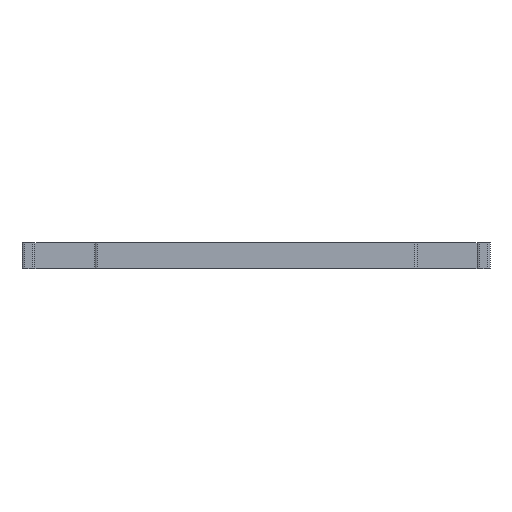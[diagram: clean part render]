
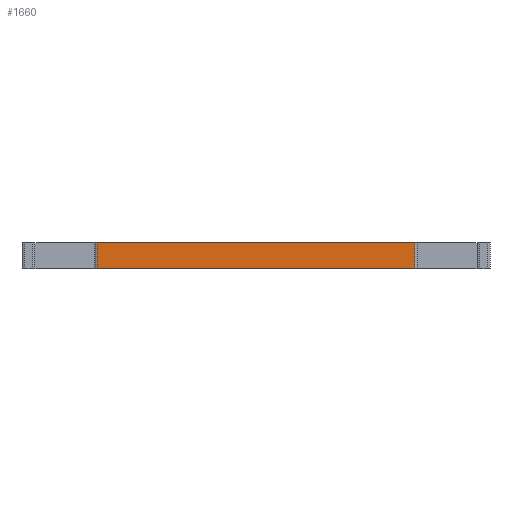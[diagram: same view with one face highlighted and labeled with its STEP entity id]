
A CAD part, left-side view. The second image highlights one B-rep face of the part: STEP entity #1660.
In plain terms, the highlighted planar face has unit normal (-1, 0, 0).
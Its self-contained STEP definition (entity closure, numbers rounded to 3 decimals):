
#102 = PLANE ( 'NONE',  #444 ) ;
#112 = EDGE_CURVE ( 'NONE', #151, #2268, #2344, .T. ) ;
#151 = VERTEX_POINT ( 'NONE', #1056 ) ;
#166 = VERTEX_POINT ( 'NONE', #847 ) ;
#215 = ORIENTED_EDGE ( 'NONE', *, *, #112, .T. ) ;
#294 = DIRECTION ( 'NONE',  ( 1., 0., 0. ) ) ;
#444 = AXIS2_PLACEMENT_3D ( 'NONE', #1064, #294, #2017 ) ;
#456 = DIRECTION ( 'NONE',  ( 0., -1., 0. ) ) ;
#469 = LINE ( 'NONE', #1227, #600 ) ;
#600 = VECTOR ( 'NONE', #1868, 1000. ) ;
#613 = ORIENTED_EDGE ( 'NONE', *, *, #2028, .F. ) ;
#645 = DIRECTION ( 'NONE',  ( 0., -1., 0. ) ) ;
#678 = CARTESIAN_POINT ( 'NONE',  ( -49.043, -129.543, 0. ) ) ;
#768 = CARTESIAN_POINT ( 'NONE',  ( -49.043, -7.543, 10. ) ) ;
#818 = CARTESIAN_POINT ( 'NONE',  ( -49.043, 21.457, 10. ) ) ;
#826 = CARTESIAN_POINT ( 'NONE',  ( -49.043, 21.457, 0. ) ) ;
#847 = CARTESIAN_POINT ( 'NONE',  ( -49.043, -129.543, 10. ) ) ;
#1001 = VECTOR ( 'NONE', #456, 1000. ) ;
#1056 = CARTESIAN_POINT ( 'NONE',  ( -49.043, -7.543, 0. ) ) ;
#1064 = CARTESIAN_POINT ( 'NONE',  ( -49.043, 21.457, 10. ) ) ;
#1092 = VECTOR ( 'NONE', #645, 1000. ) ;
#1227 = CARTESIAN_POINT ( 'NONE',  ( -49.043, -7.543, 0. ) ) ;
#1312 = EDGE_LOOP ( 'NONE', ( #215, #2295, #613, #1542 ) ) ;
#1438 = LINE ( 'NONE', #678, #1632 ) ;
#1542 = ORIENTED_EDGE ( 'NONE', *, *, #1761, .T. ) ;
#1632 = VECTOR ( 'NONE', #2190, 1000. ) ;
#1660 = ADVANCED_FACE ( 'NONE', ( #1976 ), #102, .F. ) ;
#1701 = EDGE_CURVE ( 'NONE', #166, #2268, #1438, .T. ) ;
#1761 = EDGE_CURVE ( 'NONE', #1969, #151, #469, .T. ) ;
#1868 = DIRECTION ( 'NONE',  ( 0., 0., -1. ) ) ;
#1969 = VERTEX_POINT ( 'NONE', #768 ) ;
#1976 = FACE_OUTER_BOUND ( 'NONE', #1312, .T. ) ;
#2017 = DIRECTION ( 'NONE',  ( 0., 1., 0. ) ) ;
#2028 = EDGE_CURVE ( 'NONE', #1969, #166, #2302, .T. ) ;
#2190 = DIRECTION ( 'NONE',  ( 0., 0., -1. ) ) ;
#2268 = VERTEX_POINT ( 'NONE', #2403 ) ;
#2295 = ORIENTED_EDGE ( 'NONE', *, *, #1701, .F. ) ;
#2302 = LINE ( 'NONE', #818, #1001 ) ;
#2344 = LINE ( 'NONE', #826, #1092 ) ;
#2403 = CARTESIAN_POINT ( 'NONE',  ( -49.043, -129.543, 0. ) ) ;
